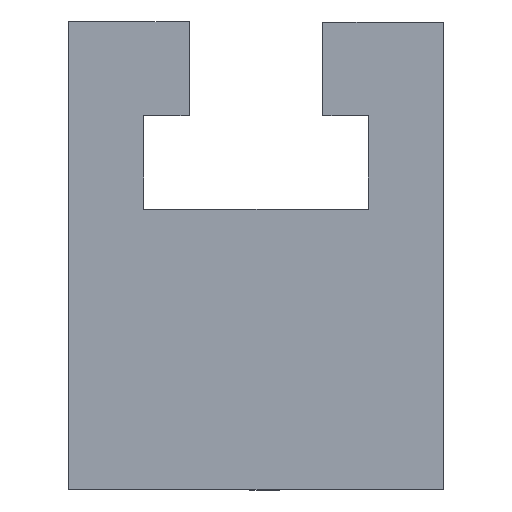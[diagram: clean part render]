
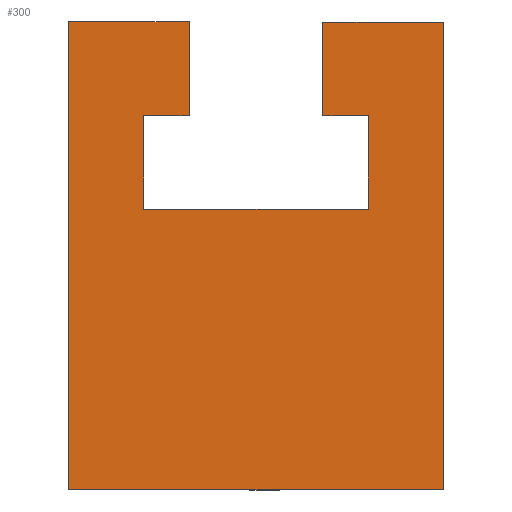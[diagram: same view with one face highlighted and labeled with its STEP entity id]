
A CAD part, left-side view. The second image highlights one B-rep face of the part: STEP entity #300.
In plain terms, the highlighted planar face has unit normal (-1, 0, 0).
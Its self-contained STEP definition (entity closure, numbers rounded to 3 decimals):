
#248=EDGE_CURVE('',#280,#584,#708,.T.);
#266=EDGE_CURVE('',#504,#460,#728,.T.);
#268=EDGE_CURVE('',#286,#368,#730,.T.);
#280=VERTEX_POINT('',#744);
#284=EDGE_CURVE('',#584,#686,#748,.T.);
#286=VERTEX_POINT('',#750);
#300=ADVANCED_FACE('',(#765),#766,.F.);
#324=EDGE_CURVE('',#550,#490,#791,.T.);
#328=EDGE_CURVE('',#436,#504,#795,.T.);
#342=EDGE_CURVE('',#490,#286,#810,.T.);
#352=EDGE_CURVE('',#636,#550,#820,.T.);
#368=VERTEX_POINT('',#836);
#436=VERTEX_POINT('',#911);
#440=EDGE_CURVE('',#460,#636,#915,.T.);
#456=VERTEX_POINT('',#933);
#458=EDGE_CURVE('',#686,#456,#935,.T.);
#460=VERTEX_POINT('',#937);
#490=VERTEX_POINT('',#967);
#504=VERTEX_POINT('',#983);
#550=VERTEX_POINT('',#1039);
#570=EDGE_CURVE('',#368,#280,#1061,.T.);
#584=VERTEX_POINT('',#1079);
#604=EDGE_CURVE('',#456,#436,#1100,.T.);
#636=VERTEX_POINT('',#1136);
#686=VERTEX_POINT('',#1196);
#708=LINE('',#1211,#1212);
#728=LINE('',#1241,#1242);
#730=LINE('',#1245,#1246);
#744=CARTESIAN_POINT('',(-70.0,20.0,50.0));
#748=LINE('',#1269,#1270);
#750=CARTESIAN_POINT('',(-70.0,-20.0,0.));
#765=FACE_OUTER_BOUND('',#1291,.T.);
#766=PLANE('',#1292);
#791=LINE('',#1330,#1331);
#795=LINE('',#1336,#1337);
#810=LINE('',#1358,#1359);
#820=LINE('',#1377,#1378);
#836=CARTESIAN_POINT('',(-70.0,20.0,0.0));
#911=CARTESIAN_POINT('',(-70.0,12.0,30.));
#915=LINE('',#1513,#1514);
#933=CARTESIAN_POINT('',(-70.0,12.0,40.));
#935=LINE('',#1537,#1538);
#937=CARTESIAN_POINT('',(-70.0,-12.0,40.));
#967=CARTESIAN_POINT('',(-70.0,-20.0,50.));
#983=CARTESIAN_POINT('',(-70.0,-12.0,30.));
#1039=CARTESIAN_POINT('',(-70.0,-7.15,50.));
#1061=LINE('',#1704,#1705);
#1079=CARTESIAN_POINT('',(-70.0,7.15,50.0));
#1100=LINE('',#1753,#1754);
#1136=CARTESIAN_POINT('',(-70.0,-7.15,40.));
#1196=CARTESIAN_POINT('',(-70.0,7.15,40.));
#1211=CARTESIAN_POINT('',(-70.0,20.0,50.0));
#1212=VECTOR('',#1880,1.0);
#1241=CARTESIAN_POINT('',(-70.0,-12.0,30.));
#1242=VECTOR('',#1901,1.0);
#1245=CARTESIAN_POINT('',(-70.0,-20.0,0.));
#1246=VECTOR('',#1902,1.0);
#1269=CARTESIAN_POINT('',(-70.0,7.15,50.0));
#1270=VECTOR('',#1921,1.0);
#1291=EDGE_LOOP('',(#1938,#1939,#1940,#1941,#1942,#1943,#1944,#1945,#1946,#1947,#1948,#1949));
#1292=AXIS2_PLACEMENT_3D('',#1950,#1951,#1952);
#1330=CARTESIAN_POINT('',(-70.0,-7.15,50.));
#1331=VECTOR('',#1972,1.0);
#1336=CARTESIAN_POINT('',(-70.0,12.0,30.));
#1337=VECTOR('',#1973,1.0);
#1358=CARTESIAN_POINT('',(-70.0,-20.0,50.));
#1359=VECTOR('',#1987,1.0);
#1377=CARTESIAN_POINT('',(-70.0,-7.15,40.));
#1378=VECTOR('',#1994,1.0);
#1513=CARTESIAN_POINT('',(-70.0,-12.0,40.));
#1514=VECTOR('',#2096,1.0);
#1537=CARTESIAN_POINT('',(-70.0,7.15,40.));
#1538=VECTOR('',#2114,1.0);
#1704=CARTESIAN_POINT('',(-70.0,20.0,0.0));
#1705=VECTOR('',#2263,1.0);
#1753=CARTESIAN_POINT('',(-70.0,12.0,40.));
#1754=VECTOR('',#2300,1.0);
#1880=DIRECTION('',(0.0,-1.0,0.0));
#1901=DIRECTION('',(0.0,0.0,1.0));
#1902=DIRECTION('',(0.0,1.0,0.0));
#1921=DIRECTION('',(0.0,0.0,-1.0));
#1938=ORIENTED_EDGE('',*,*,#570,.F.);
#1939=ORIENTED_EDGE('',*,*,#268,.F.);
#1940=ORIENTED_EDGE('',*,*,#342,.F.);
#1941=ORIENTED_EDGE('',*,*,#324,.F.);
#1942=ORIENTED_EDGE('',*,*,#352,.F.);
#1943=ORIENTED_EDGE('',*,*,#440,.F.);
#1944=ORIENTED_EDGE('',*,*,#266,.F.);
#1945=ORIENTED_EDGE('',*,*,#328,.F.);
#1946=ORIENTED_EDGE('',*,*,#604,.F.);
#1947=ORIENTED_EDGE('',*,*,#458,.F.);
#1948=ORIENTED_EDGE('',*,*,#284,.F.);
#1949=ORIENTED_EDGE('',*,*,#248,.F.);
#1950=CARTESIAN_POINT('',(-70.0,0.,27.122));
#1951=DIRECTION('',(1.0,0.0,0.0));
#1952=DIRECTION('',(0.0,1.0,0.0));
#1972=DIRECTION('',(0.0,-1.0,0.0));
#1973=DIRECTION('',(0.0,-1.0,0.0));
#1987=DIRECTION('',(0.0,0.0,-1.0));
#1994=DIRECTION('',(0.0,0.0,1.0));
#2096=DIRECTION('',(0.0,1.0,0.0));
#2114=DIRECTION('',(0.0,1.0,0.0));
#2263=DIRECTION('',(0.0,0.0,1.0));
#2300=DIRECTION('',(0.0,0.0,-1.0));
